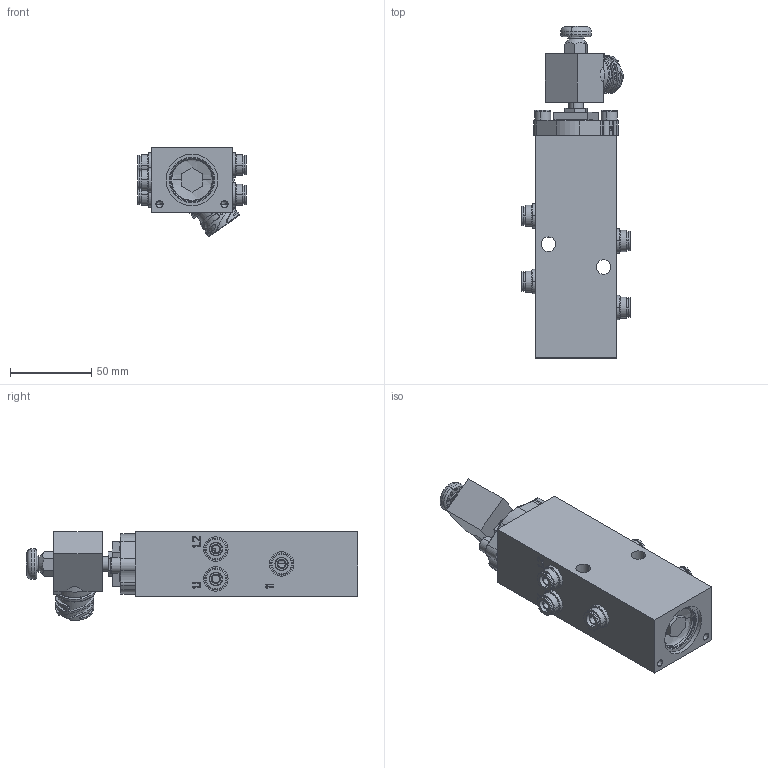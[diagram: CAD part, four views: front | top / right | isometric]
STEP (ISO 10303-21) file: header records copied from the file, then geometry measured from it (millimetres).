
FILE_DESCRIPTION((''),'2;1');
FILE_NAME('352_070_111_ASM','2013-04-24T',('TschoekeT'),(''),'PRO/ENGINEER BY PARAMETRIC TECHNOLOGY CORPORATION, 2010230','PRO/ENGINEER BY PARAMETRIC TECHNOLOGY CORPORATION, 2010230','');
FILE_SCHEMA(('AUTOMOTIVE_DESIGN_CC2 { 1 2 10303 214 -1 1 5 2 }'));
Length unit declared in the file: millimetre
Products named in the file (23): 016_3985_39_AF0; 016_4007-09-PUSH-IN-8MM; E-SO-397-ROHR; E-SO-397-O-RING; E-SO-397-CLIP; E-SO-427-O-RING; 032_0746_09_ASM; 003_6343_39_ASM; 027_0661_09; 024_0050_00; 041_BUCHSE; 041_GUMMI; 041_SW13_35; 003_6338_09_ORING_MAGNET; 025_0379_09; 051_0622_09; KUGEL; 041_0134_GEHAEUSE; 041_0134_GEW; 003_0566_09_ASM; 027_0503_09; 025_0537_09; 352_070_111_ASM
Assembly tree (30 placements, depth 4):
  352_070_111_ASM
    003_6343_39_ASM
      016_3985_39_AF0
      032_0746_09_ASM  x7
        016_4007-09-PUSH-IN-8MM
        E-SO-397-ROHR
        E-SO-397-O-RING
        E-SO-397-CLIP
        E-SO-427-O-RING
    003_0566_09_ASM
      027_0661_09
      024_0050_00
      041_BUCHSE
      041_GUMMI
      041_SW13_35
      003_6338_09_ORING_MAGNET
      025_0379_09
      051_0622_09  x2
      KUGEL
      041_0134_GEHAEUSE
      041_0134_GEW
    027_0503_09
    025_0537_09
Bounding box: 66.88 x 204.4 x 54.8 mm (x, y, z)
Volume: 264258.1 mm3; surface area: 106868.1 mm2
Topology: 57 solids, 65 shells, 2406 faces, 6117 edges, 3917 vertices
Faces by surface type: plane 936, cylinder 657, torus 400, cone 259, revolution 84, bspline 62, sphere 8
Entity records: 49863 total; most frequent: CARTESIAN_POINT 11396, ORIENTED_EDGE 6736, DIRECTION 6651, EDGE_CURVE 3377, AXIS2_PLACEMENT_3D 2303, VERTEX_POINT 2179, VECTOR 2037, LINE 2037
